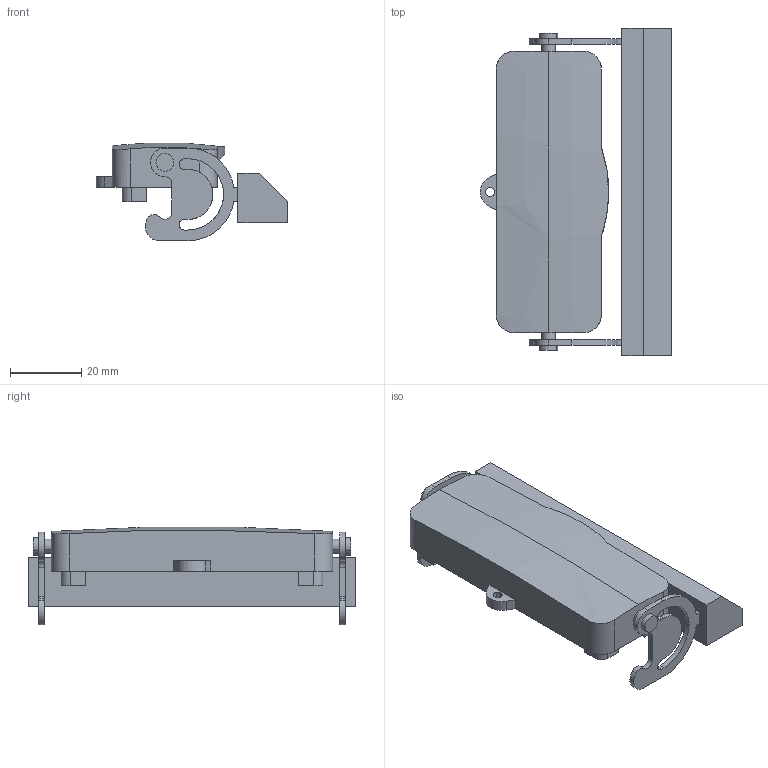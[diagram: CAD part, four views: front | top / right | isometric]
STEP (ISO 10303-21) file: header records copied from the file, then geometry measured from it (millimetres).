
FILE_DESCRIPTION(('CATIA V5 STEP Exchange','CAx-IF Rec.Pracs.--- Model Styling and Organization---1.4--- 2014-01-23'),'2;1');
FILE_NAME ('018405-3_2', '2019-07-25T14:18:52+00:00', ('none'), ('Weidmueller'), 'CATIA Version 5-6 Release 2016 SP3 HF44', 'CATIA V5 STEP AP214', 'none');
FILE_SCHEMA(('AUTOMOTIVE_DESIGN { 1 0 10303 214 1 1 1 1 }'));
Length unit declared in the file: millimetre
Products named in the file (1): 1665900000
Bounding box: 53.75 x 92 x 27.36 mm (x, y, z)
Volume: 27744.7 mm3; surface area: 16336 mm2
Topology: 1 solids, 1 shells, 124 faces, 353 edges, 238 vertices
Faces by surface type: plane 73, cylinder 47, revolution 4
Entity records: 4087 total; most frequent: CARTESIAN_POINT 1067, ORIENTED_EDGE 706, DIRECTION 466, EDGE_CURVE 353, VERTEX_POINT 238, VECTOR 222, LINE 222, AXIS2_PLACEMENT_3D 160
